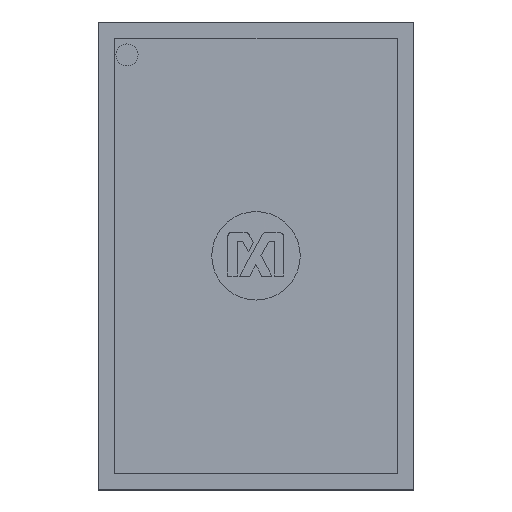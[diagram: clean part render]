
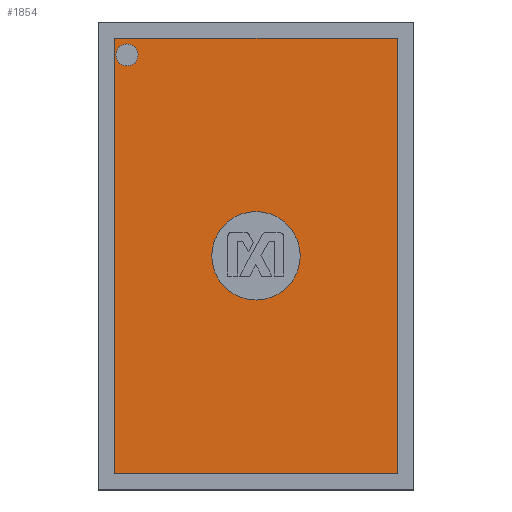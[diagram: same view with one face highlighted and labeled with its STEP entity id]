
A CAD part, top view. The second image highlights one B-rep face of the part: STEP entity #1854.
In plain terms, the highlighted planar face has unit normal (0, 0, 1).
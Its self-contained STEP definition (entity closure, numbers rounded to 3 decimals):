
#8 = CARTESIAN_POINT ( 'NONE',  ( -1.084, 1.847, 1.5 ) ) ;
#13 = CARTESIAN_POINT ( 'NONE',  ( 0., 0., 1.5 ) ) ;
#18 = VECTOR ( 'NONE', #2717, 1000. ) ;
#40 = CIRCLE ( 'NONE', #1328, 0.407 ) ;
#69 = EDGE_CURVE ( 'NONE', #1880, #117, #40, .T. ) ;
#113 = LINE ( 'NONE', #1635, #262 ) ;
#114 = ORIENTED_EDGE ( 'NONE', *, *, #69, .T. ) ;
#117 = VERTEX_POINT ( 'NONE', #2105 ) ;
#160 = VERTEX_POINT ( 'NONE', #8 ) ;
#167 = DIRECTION ( 'NONE',  ( 0., 0., 1. ) ) ;
#262 = VECTOR ( 'NONE', #2988, 1000. ) ;
#283 = CARTESIAN_POINT ( 'NONE',  ( 1.3, -2., 1.5 ) ) ;
#315 = ORIENTED_EDGE ( 'NONE', *, *, #700, .T. ) ;
#340 = CIRCLE ( 'NONE', #2969, 0.407 ) ;
#347 = CARTESIAN_POINT ( 'NONE',  ( -1.287, 1.847, 1.5 ) ) ;
#367 = CARTESIAN_POINT ( 'NONE',  ( 0.407, 0., 1.5 ) ) ;
#404 = CIRCLE ( 'NONE', #1123, 0.102 ) ;
#472 = CARTESIAN_POINT ( 'NONE',  ( -1.3, 2., 1.5 ) ) ;
#485 = CARTESIAN_POINT ( 'NONE',  ( 1.3, 2., 1.5 ) ) ;
#603 = CARTESIAN_POINT ( 'NONE',  ( -1.3, -2., 1.5 ) ) ;
#606 = DIRECTION ( 'NONE',  ( 0., 0., -1. ) ) ;
#634 = CARTESIAN_POINT ( 'NONE',  ( 0., 0., 1.5 ) ) ;
#672 = ORIENTED_EDGE ( 'NONE', *, *, #807, .T. ) ;
#700 = EDGE_CURVE ( 'NONE', #1535, #2132, #2953, .T. ) ;
#702 = ORIENTED_EDGE ( 'NONE', *, *, #1057, .T. ) ;
#807 = EDGE_CURVE ( 'NONE', #1845, #2311, #2270, .T. ) ;
#828 = EDGE_CURVE ( 'NONE', #117, #1880, #340, .T. ) ;
#880 = EDGE_LOOP ( 'NONE', ( #1255, #672, #2600, #315 ) ) ;
#931 = DIRECTION ( 'NONE',  ( -1., 0., 0. ) ) ;
#1057 = EDGE_CURVE ( 'NONE', #160, #2431, #2579, .T. ) ;
#1120 = DIRECTION ( 'NONE',  ( 1., 0., 0. ) ) ;
#1123 = AXIS2_PLACEMENT_3D ( 'NONE', #2506, #606, #2491 ) ;
#1163 = ORIENTED_EDGE ( 'NONE', *, *, #828, .T. ) ;
#1214 = EDGE_CURVE ( 'NONE', #2311, #1535, #1687, .T. ) ;
#1255 = ORIENTED_EDGE ( 'NONE', *, *, #1432, .T. ) ;
#1284 = CARTESIAN_POINT ( 'NONE',  ( 1.3, 0., 1.5 ) ) ;
#1289 = EDGE_LOOP ( 'NONE', ( #2497, #702 ) ) ;
#1328 = AXIS2_PLACEMENT_3D ( 'NONE', #634, #2780, #2096 ) ;
#1334 = EDGE_CURVE ( 'NONE', #2431, #160, #404, .T. ) ;
#1432 = EDGE_CURVE ( 'NONE', #2132, #1845, #113, .T. ) ;
#1535 = VERTEX_POINT ( 'NONE', #485 ) ;
#1589 = PLANE ( 'NONE',  #2842 ) ;
#1635 = CARTESIAN_POINT ( 'NONE',  ( -1.3, 0., 1.5 ) ) ;
#1637 = FACE_BOUND ( 'NONE', #2815, .T. ) ;
#1687 = LINE ( 'NONE', #1284, #2232 ) ;
#1772 = CARTESIAN_POINT ( 'NONE',  ( 0., 2., 1.5 ) ) ;
#1794 = FACE_OUTER_BOUND ( 'NONE', #880, .T. ) ;
#1845 = VERTEX_POINT ( 'NONE', #603 ) ;
#1854 = ADVANCED_FACE ( 'NONE', ( #1637, #2582, #1794 ), #1589, .T. ) ;
#1880 = VERTEX_POINT ( 'NONE', #367 ) ;
#1931 = CARTESIAN_POINT ( 'NONE',  ( -1.186, 1.847, 1.5 ) ) ;
#2071 = CARTESIAN_POINT ( 'NONE',  ( 0., -2., 1.5 ) ) ;
#2096 = DIRECTION ( 'NONE',  ( -1., 0., 0. ) ) ;
#2105 = CARTESIAN_POINT ( 'NONE',  ( -0.407, 0., 1.5 ) ) ;
#2128 = DIRECTION ( 'NONE',  ( 0., 0., -1. ) ) ;
#2132 = VERTEX_POINT ( 'NONE', #472 ) ;
#2232 = VECTOR ( 'NONE', #2441, 1000. ) ;
#2270 = LINE ( 'NONE', #2071, #2734 ) ;
#2311 = VERTEX_POINT ( 'NONE', #283 ) ;
#2431 = VERTEX_POINT ( 'NONE', #347 ) ;
#2441 = DIRECTION ( 'NONE',  ( 0., 1., 0. ) ) ;
#2491 = DIRECTION ( 'NONE',  ( -1., 0., 0. ) ) ;
#2497 = ORIENTED_EDGE ( 'NONE', *, *, #1334, .T. ) ;
#2506 = CARTESIAN_POINT ( 'NONE',  ( -1.186, 1.847, 1.5 ) ) ;
#2523 = CARTESIAN_POINT ( 'NONE',  ( 0., 0., 1.5 ) ) ;
#2579 = CIRCLE ( 'NONE', #2721, 0.102 ) ;
#2582 = FACE_BOUND ( 'NONE', #1289, .T. ) ;
#2595 = DIRECTION ( 'NONE',  ( -1., 0., 0. ) ) ;
#2600 = ORIENTED_EDGE ( 'NONE', *, *, #1214, .T. ) ;
#2619 = DIRECTION ( 'NONE',  ( 0., 0., -1. ) ) ;
#2717 = DIRECTION ( 'NONE',  ( -1., 0., 0. ) ) ;
#2721 = AXIS2_PLACEMENT_3D ( 'NONE', #1931, #2619, #2595 ) ;
#2734 = VECTOR ( 'NONE', #1120, 1000. ) ;
#2780 = DIRECTION ( 'NONE',  ( 0., 0., -1. ) ) ;
#2815 = EDGE_LOOP ( 'NONE', ( #1163, #114 ) ) ;
#2842 = AXIS2_PLACEMENT_3D ( 'NONE', #2523, #167, #2949 ) ;
#2949 = DIRECTION ( 'NONE',  ( 1., 0., 0. ) ) ;
#2953 = LINE ( 'NONE', #1772, #18 ) ;
#2969 = AXIS2_PLACEMENT_3D ( 'NONE', #13, #2128, #931 ) ;
#2988 = DIRECTION ( 'NONE',  ( 0., -1., 0. ) ) ;
